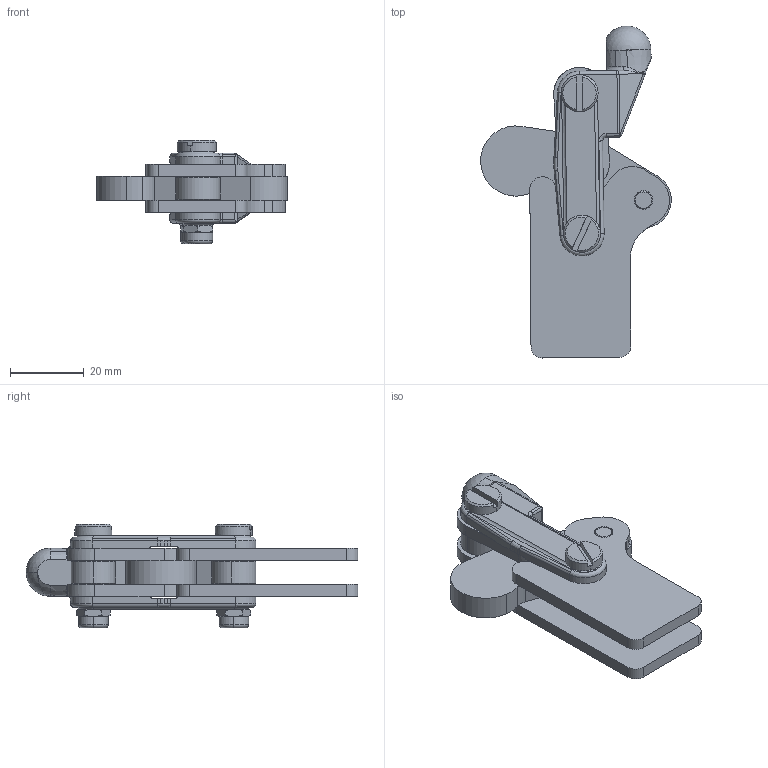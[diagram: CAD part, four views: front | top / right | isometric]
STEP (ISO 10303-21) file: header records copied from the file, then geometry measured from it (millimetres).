
FILE_DESCRIPTION((''),'2;1');
FILE_NAME('601.stp','2005-09-01T12:01:22',('CAD'),(''),'Autodesk Inventor 8','Autodesk Inventor 8','');
FILE_SCHEMA(('AUTOMOTIVE_DESIGN { 1 0 10303 214 1 1 1 1 }'));
Length unit declared in the file: millimetre
Products named in the file (1): Part63
Bounding box: 51.56 x 89.79 x 28 mm (x, y, z)
Volume: 27380.9 mm3; surface area: 13428.3 mm2
Topology: 1 solids, 105 shells, 812 faces, 1702 edges, 1086 vertices
Faces by surface type: plane 494, bspline 128, cylinder 97, cone 73, sphere 16, torus 4
Entity records: 25301 total; most frequent: CARTESIAN_POINT 8311, DIRECTION 3552, ORIENTED_EDGE 3372, EDGE_CURVE 1686, AXIS2_PLACEMENT_3D 1265, VERTEX_POINT 1082, VECTOR 1022, LINE 1022
